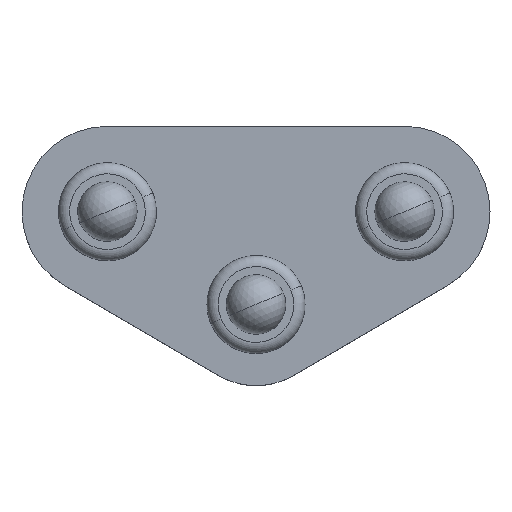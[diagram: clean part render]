
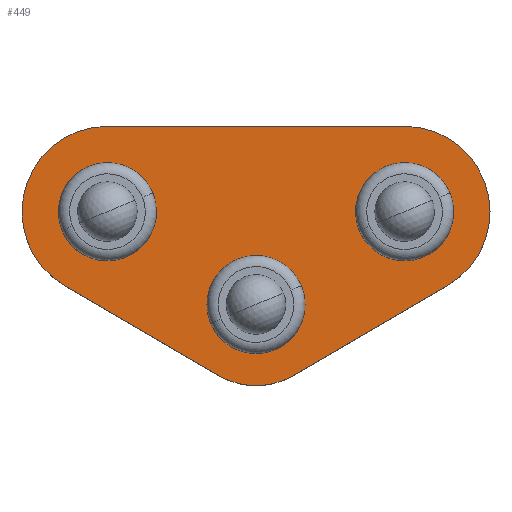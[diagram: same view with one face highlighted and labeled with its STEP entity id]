
A CAD part, top view. The second image highlights one B-rep face of the part: STEP entity #449.
In plain terms, the highlighted planar face has unit normal (0, 0, 1).
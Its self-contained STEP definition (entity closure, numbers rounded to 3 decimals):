
#5 = CIRCLE ( 'NONE', #749, 1.15 ) ;
#18 = CARTESIAN_POINT ( 'NONE',  ( 2., -3.65, 1.32 ) ) ;
#22 = EDGE_CURVE ( 'NONE', #811, #681, #614, .T. ) ;
#23 = DIRECTION ( 'NONE',  ( 0.863, -0.504, 0. ) ) ;
#24 = CIRCLE ( 'NONE', #153, 1.15 ) ;
#33 = AXIS2_PLACEMENT_3D ( 'NONE', #339, #728, #323 ) ;
#36 = CARTESIAN_POINT ( 'NONE',  ( 0., -1.15, 1.32 ) ) ;
#38 = ORIENTED_EDGE ( 'NONE', *, *, #230, .F. ) ;
#45 = DIRECTION ( 'NONE',  ( 1., 0., 0. ) ) ;
#54 = EDGE_CURVE ( 'NONE', #1002, #607, #875, .T. ) ;
#60 = CIRCLE ( 'NONE', #849, 1. ) ;
#65 = EDGE_CURVE ( 'NONE', #735, #81, #745, .T. ) ;
#76 = ORIENTED_EDGE ( 'NONE', *, *, #65, .F. ) ;
#81 = VERTEX_POINT ( 'NONE', #581 ) ;
#86 = CARTESIAN_POINT ( 'NONE',  ( 4., 0., 1.32 ) ) ;
#91 = FACE_OUTER_BOUND ( 'NONE', #222, .T. ) ;
#100 = DIRECTION ( 'NONE',  ( 1., 0., 0. ) ) ;
#109 = ORIENTED_EDGE ( 'NONE', *, *, #904, .T. ) ;
#122 = DIRECTION ( 'NONE',  ( 1., 0., 0. ) ) ;
#139 = VERTEX_POINT ( 'NONE', #210 ) ;
#153 = AXIS2_PLACEMENT_3D ( 'NONE', #36, #596, #122 ) ;
#156 = EDGE_LOOP ( 'NONE', ( #633, #38 ) ) ;
#170 = CARTESIAN_POINT ( 'NONE',  ( 0., -1.15, 1.32 ) ) ;
#173 = CARTESIAN_POINT ( 'NONE',  ( 4., -1.15, 1.32 ) ) ;
#184 = EDGE_LOOP ( 'NONE', ( #817, #703 ) ) ;
#191 = EDGE_CURVE ( 'NONE', #681, #811, #311, .T. ) ;
#204 = CIRCLE ( 'NONE', #774, 1.15 ) ;
#210 = CARTESIAN_POINT ( 'NONE',  ( 4.58, -2.143, 1.32 ) ) ;
#211 = EDGE_CURVE ( 'NONE', #383, #320, #5, .T. ) ;
#217 = CARTESIAN_POINT ( 'NONE',  ( 1.496, -3.355, 1.32 ) ) ;
#222 = EDGE_LOOP ( 'NONE', ( #504, #939, #696, #995, #387, #109, #986 ) ) ;
#225 = DIRECTION ( 'NONE',  ( 0., 0., 1. ) ) ;
#230 = EDGE_CURVE ( 'NONE', #607, #1002, #664, .T. ) ;
#253 = EDGE_CURVE ( 'NONE', #81, #735, #615, .T. ) ;
#257 = DIRECTION ( 'NONE',  ( 1., 0., 0. ) ) ;
#275 = EDGE_CURVE ( 'NONE', #903, #139, #305, .T. ) ;
#280 = CARTESIAN_POINT ( 'NONE',  ( 4., -1.15, 1.32 ) ) ;
#287 = CARTESIAN_POINT ( 'NONE',  ( 2.504, -3.355, 1.32 ) ) ;
#293 = DIRECTION ( 'NONE',  ( 1., 0., 0. ) ) ;
#296 = DIRECTION ( 'NONE',  ( 0.863, 0.504, 0. ) ) ;
#299 = CARTESIAN_POINT ( 'NONE',  ( 0., 0., 1.32 ) ) ;
#305 = LINE ( 'NONE', #1006, #834 ) ;
#306 = AXIS2_PLACEMENT_3D ( 'NONE', #458, #931, #610 ) ;
#311 = CIRCLE ( 'NONE', #491, 0.66 ) ;
#320 = VERTEX_POINT ( 'NONE', #463 ) ;
#323 = DIRECTION ( 'NONE',  ( 1., 0., 0. ) ) ;
#339 = CARTESIAN_POINT ( 'NONE',  ( 2., -2.4, 1.32 ) ) ;
#345 = ORIENTED_EDGE ( 'NONE', *, *, #253, .F. ) ;
#378 = EDGE_CURVE ( 'NONE', #139, #400, #204, .T. ) ;
#383 = VERTEX_POINT ( 'NONE', #640 ) ;
#385 = CARTESIAN_POINT ( 'NONE',  ( 4., -1.15, 1.32 ) ) ;
#387 = ORIENTED_EDGE ( 'NONE', *, *, #678, .T. ) ;
#393 = VECTOR ( 'NONE', #852, 1000. ) ;
#398 = VECTOR ( 'NONE', #23, 1000. ) ;
#400 = VERTEX_POINT ( 'NONE', #86 ) ;
#402 = CARTESIAN_POINT ( 'NONE',  ( 1.34, -2.4, 1.32 ) ) ;
#411 = EDGE_CURVE ( 'NONE', #320, #613, #626, .T. ) ;
#439 = DIRECTION ( 'NONE',  ( 1., 0., 0. ) ) ;
#448 = AXIS2_PLACEMENT_3D ( 'NONE', #385, #225, #293 ) ;
#449 = ADVANCED_FACE ( 'NONE', ( #481, #712, #488, #91 ), #880, .T. ) ;
#458 = CARTESIAN_POINT ( 'NONE',  ( 0., -1.15, 1.32 ) ) ;
#463 = CARTESIAN_POINT ( 'NONE',  ( -0.58, -2.143, 1.32 ) ) ;
#470 = DIRECTION ( 'NONE',  ( 0., 0., 1. ) ) ;
#481 = FACE_BOUND ( 'NONE', #184, .T. ) ;
#488 = FACE_BOUND ( 'NONE', #885, .T. ) ;
#491 = AXIS2_PLACEMENT_3D ( 'NONE', #585, #513, #45 ) ;
#504 = ORIENTED_EDGE ( 'NONE', *, *, #411, .T. ) ;
#513 = DIRECTION ( 'NONE',  ( 0., 0., 1. ) ) ;
#564 = DIRECTION ( 'NONE',  ( 0., 0., 1. ) ) ;
#573 = CARTESIAN_POINT ( 'NONE',  ( 4.66, -1.15, 1.32 ) ) ;
#581 = CARTESIAN_POINT ( 'NONE',  ( 3.34, -1.15, 1.32 ) ) ;
#585 = CARTESIAN_POINT ( 'NONE',  ( 2., -2.4, 1.32 ) ) ;
#596 = DIRECTION ( 'NONE',  ( 0., 0., 1. ) ) ;
#605 = DIRECTION ( 'NONE',  ( 1., 0., 0. ) ) ;
#607 = VERTEX_POINT ( 'NONE', #778 ) ;
#610 = DIRECTION ( 'NONE',  ( 1., 0., 0. ) ) ;
#613 = VERTEX_POINT ( 'NONE', #217 ) ;
#614 = CIRCLE ( 'NONE', #33, 0.66 ) ;
#615 = CIRCLE ( 'NONE', #448, 0.66 ) ;
#626 = LINE ( 'NONE', #18, #398 ) ;
#633 = ORIENTED_EDGE ( 'NONE', *, *, #54, .F. ) ;
#637 = DIRECTION ( 'NONE',  ( 0., 0., 1. ) ) ;
#640 = CARTESIAN_POINT ( 'NONE',  ( -1.15, -1.15, 1.32 ) ) ;
#645 = CARTESIAN_POINT ( 'NONE',  ( 2.66, -2.4, 1.32 ) ) ;
#664 = CIRCLE ( 'NONE', #306, 0.66 ) ;
#676 = DIRECTION ( 'NONE',  ( 0., 0., 1. ) ) ;
#678 = EDGE_CURVE ( 'NONE', #400, #689, #942, .T. ) ;
#679 = CARTESIAN_POINT ( 'NONE',  ( 0., -1.15, 1.32 ) ) ;
#681 = VERTEX_POINT ( 'NONE', #402 ) ;
#689 = VERTEX_POINT ( 'NONE', #935 ) ;
#696 = ORIENTED_EDGE ( 'NONE', *, *, #275, .T. ) ;
#703 = ORIENTED_EDGE ( 'NONE', *, *, #191, .F. ) ;
#712 = FACE_BOUND ( 'NONE', #156, .T. ) ;
#719 = CARTESIAN_POINT ( 'NONE',  ( 0., -1.15, 1.32 ) ) ;
#728 = DIRECTION ( 'NONE',  ( 0., 0., 1. ) ) ;
#735 = VERTEX_POINT ( 'NONE', #573 ) ;
#745 = CIRCLE ( 'NONE', #927, 0.66 ) ;
#747 = CARTESIAN_POINT ( 'NONE',  ( 2., -2.492, 1.32 ) ) ;
#749 = AXIS2_PLACEMENT_3D ( 'NONE', #679, #855, #605 ) ;
#774 = AXIS2_PLACEMENT_3D ( 'NONE', #173, #564, #100 ) ;
#778 = CARTESIAN_POINT ( 'NONE',  ( -0.66, -1.15, 1.32 ) ) ;
#781 = CARTESIAN_POINT ( 'NONE',  ( 0.66, -1.15, 1.32 ) ) ;
#790 = DIRECTION ( 'NONE',  ( 1., 0., 0. ) ) ;
#811 = VERTEX_POINT ( 'NONE', #645 ) ;
#817 = ORIENTED_EDGE ( 'NONE', *, *, #22, .F. ) ;
#822 = DIRECTION ( 'NONE',  ( 0., 0., 1. ) ) ;
#824 = AXIS2_PLACEMENT_3D ( 'NONE', #719, #637, #257 ) ;
#834 = VECTOR ( 'NONE', #296, 1000. ) ;
#849 = AXIS2_PLACEMENT_3D ( 'NONE', #747, #676, #897 ) ;
#852 = DIRECTION ( 'NONE',  ( -1., 0., 0. ) ) ;
#855 = DIRECTION ( 'NONE',  ( 0., 0., 1. ) ) ;
#875 = CIRCLE ( 'NONE', #824, 0.66 ) ;
#880 = PLANE ( 'NONE',  #934 ) ;
#885 = EDGE_LOOP ( 'NONE', ( #76, #345 ) ) ;
#897 = DIRECTION ( 'NONE',  ( 1., 0., 0. ) ) ;
#899 = EDGE_CURVE ( 'NONE', #613, #903, #60, .T. ) ;
#903 = VERTEX_POINT ( 'NONE', #287 ) ;
#904 = EDGE_CURVE ( 'NONE', #689, #383, #24, .T. ) ;
#927 = AXIS2_PLACEMENT_3D ( 'NONE', #280, #822, #439 ) ;
#931 = DIRECTION ( 'NONE',  ( 0., 0., 1. ) ) ;
#934 = AXIS2_PLACEMENT_3D ( 'NONE', #170, #470, #790 ) ;
#935 = CARTESIAN_POINT ( 'NONE',  ( 0., 0., 1.32 ) ) ;
#939 = ORIENTED_EDGE ( 'NONE', *, *, #899, .T. ) ;
#942 = LINE ( 'NONE', #299, #393 ) ;
#986 = ORIENTED_EDGE ( 'NONE', *, *, #211, .T. ) ;
#995 = ORIENTED_EDGE ( 'NONE', *, *, #378, .T. ) ;
#1002 = VERTEX_POINT ( 'NONE', #781 ) ;
#1006 = CARTESIAN_POINT ( 'NONE',  ( 4.58, -2.143, 1.32 ) ) ;
